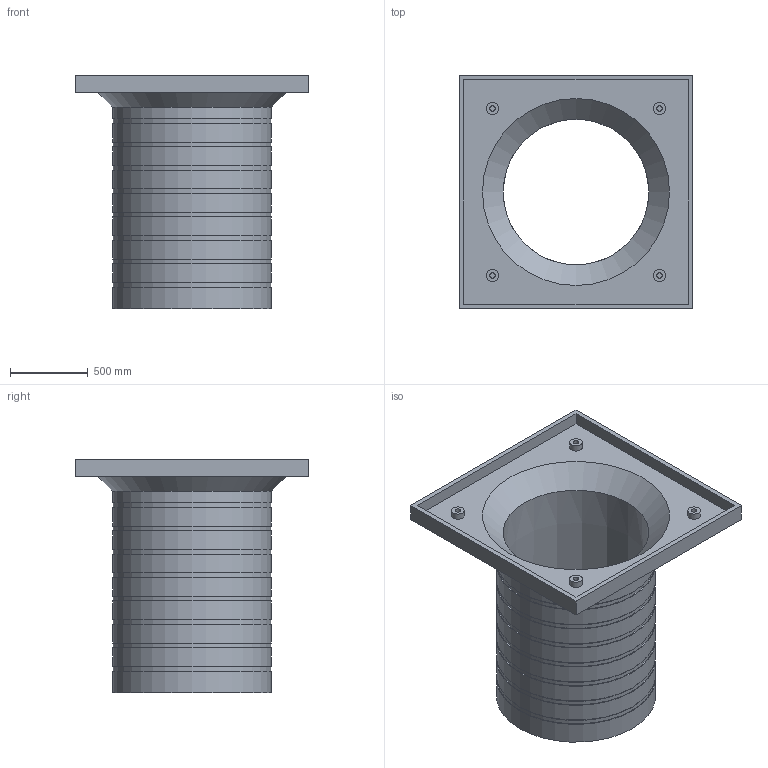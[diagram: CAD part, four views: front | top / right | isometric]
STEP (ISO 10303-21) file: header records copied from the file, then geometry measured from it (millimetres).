
FILE_DESCRIPTION(/* description */ (''),/* implementation_level */ '2;1');
FILE_NAME(/* name */ '16290.070X_3D.stp',/* time_stamp */ '2024-12-12T07:23:02+01:00',/* author */ ('CAD'),/* organization */ (''),/* preprocessor_version */ 'ST-DEVELOPER v20',/* originating_system */ 'AutoCAD Mechanical',/* authorisation */ '');
FILE_SCHEMA (('AUTOMOTIVE_DESIGN { 1 0 10303 214 3 1 1 }'));
Length unit declared in the file: centimetre
Products named in the file (2): Product; *S0
Assembly tree (1 placements, depth 2):
  Product
    *S0
Bounding box: 1500 x 1500 x 1500 mm (x, y, z)
Volume: 183008454.6 mm3; surface area: 12839351.1 mm2
Topology: 1 solids, 1 shells, 64 faces, 107 edges, 72 vertices
Faces by surface type: plane 36, cylinder 25, cone 3
Full cylindrical faces by diameter (mm): 35 x4, 80 x4, 1010 x8, 1020 x9
Entity records: 1581 total; most frequent: DIRECTION 295, CARTESIAN_POINT 246, ORIENTED_EDGE 212, AXIS2_PLACEMENT_3D 121, EDGE_CURVE 106, EDGE_LOOP 92, VERTEX_POINT 70, FACE_OUTER_BOUND 64
